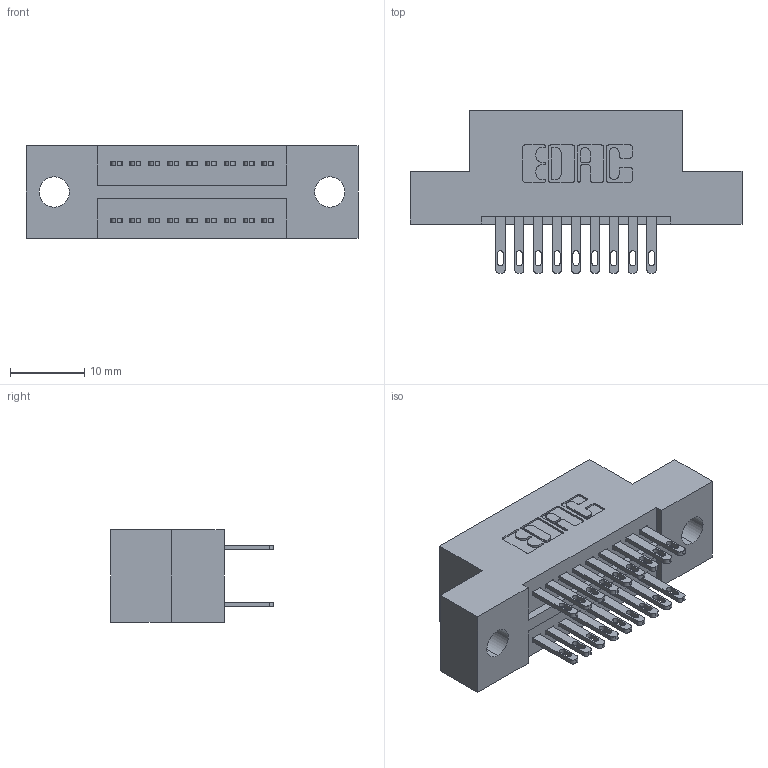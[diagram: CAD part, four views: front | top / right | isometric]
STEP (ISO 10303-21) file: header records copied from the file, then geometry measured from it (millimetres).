
FILE_DESCRIPTION (( 'STEP AP203' ), '1' );
FILE_NAME ('325-018-500-209.STEP', '2020-02-24T16:35:51', ( '' ), ( '' ), 'SwSTEP 2.0', 'SolidWorks 2016', '' );
FILE_SCHEMA (( 'CONFIG_CONTROL_DESIGN' ));
Length unit declared in the file: inch
Products named in the file (3): 325 Part_.160 TH; 325-292-001_325-293-100; 325-018-500-209
Assembly tree (19 placements, depth 2):
  325-018-500-209
    325 Part_.160 TH
    325-292-001_325-293-100  x18
Bounding box: 44.58 x 21.84 x 12.45 mm (x, y, z)
Volume: 5282.8 mm3; surface area: 5720.2 mm2
Topology: 19 solids, 19 shells, 978 faces, 2957 edges, 1970 vertices
Faces by surface type: plane 610, cylinder 368
Entity records: 9991 total; most frequent: CARTESIAN_POINT 1694, ORIENTED_EDGE 1630, DIRECTION 1507, EDGE_CURVE 815, LINE 683, VECTOR 683, VERTEX_POINT 542, AXIS2_PLACEMENT_3D 412
